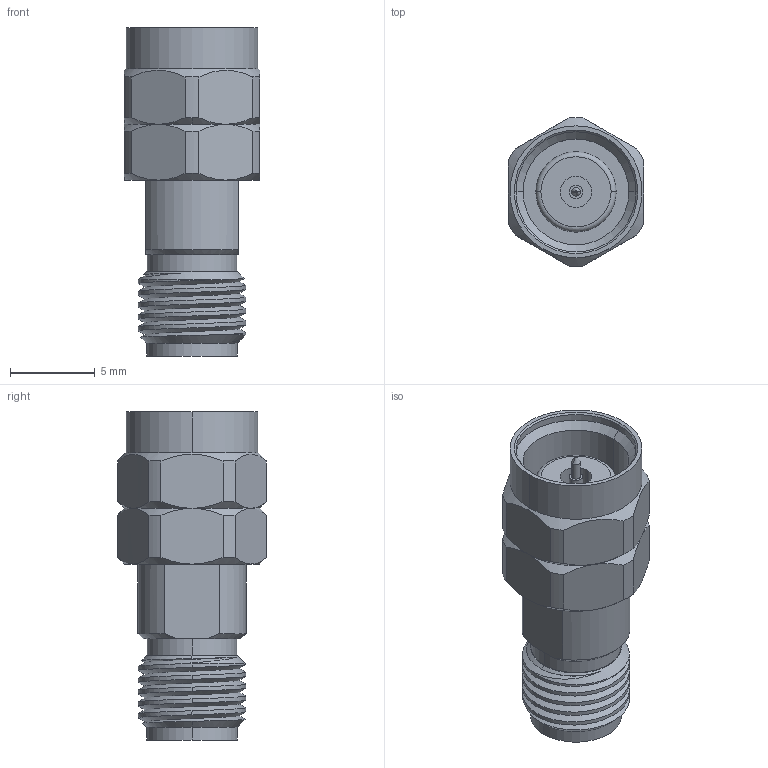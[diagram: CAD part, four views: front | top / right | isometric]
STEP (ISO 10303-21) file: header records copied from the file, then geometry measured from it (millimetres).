
FILE_DESCRIPTION (( 'STEP AP214' ), '1' );
FILE_NAME ('CT-KFVM-LN1.STEP', '2025-06-25T16:48:58', ( '' ), ( '' ), 'SwSTEP 2.0', 'SolidWorks 2021', '' );
FILE_SCHEMA (( 'AUTOMOTIVE_DESIGN' ));
Length unit declared in the file: millimetre
Products named in the file (1): CT-KFVM-LN1
Bounding box: 8 x 8.8 x 19.4 mm (x, y, z)
Volume: 568.5 mm3; surface area: 964.2 mm2
Topology: 1 solids, 2 shells, 151 faces, 358 edges, 223 vertices
Faces by surface type: cylinder 59, cone 44, plane 44, torus 2, bspline 2
Entity records: 5674 total; most frequent: CARTESIAN_POINT 2224, DIRECTION 723, ORIENTED_EDGE 716, EDGE_CURVE 358, AXIS2_PLACEMENT_3D 300, VERTEX_POINT 223, EDGE_LOOP 165, ADVANCED_FACE 151
